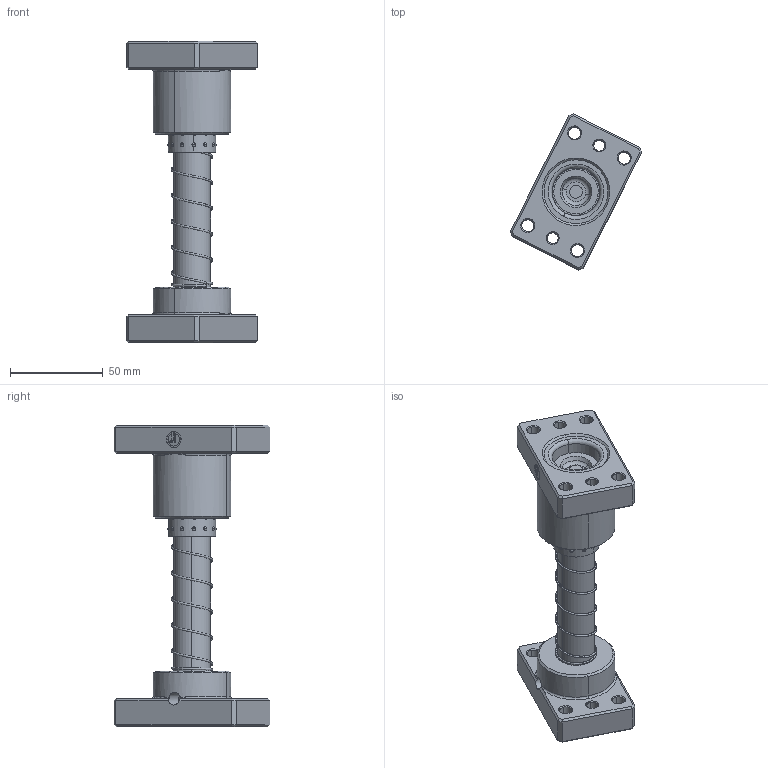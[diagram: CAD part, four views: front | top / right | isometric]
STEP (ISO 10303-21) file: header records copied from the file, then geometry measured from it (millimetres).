
FILE_DESCRIPTION (( 'STEP AP214' ), '1' );
FILE_NAME ('HYJP-D20-L130.STEP', '2021-09-23T03:46:55', ( 'User' ), ( 'china' ), 'SwSTEP 2.0', 'SolidWorks 2016', '' );
FILE_SCHEMA (( 'AUTOMOTIVE_DESIGN' ));
Length unit declared in the file: millimetre
Products named in the file (12): HWP-D22.5-d20.5-L100; STMY-PD20; STMY-3-縐种; STM-M14蹟簽; STM-24-L32; BJ-25.5-20.5-L50; SAB-D20; SAB-D20傍杶; SABP-D20; MGHP-D20; MGM-D20-L130; HYJP-D20-L130
Assembly tree (11 placements, depth 3):
  HYJP-D20-L130
    MGM-D20-L130
    MGHP-D20
    SAB-D20
      SABP-D20
      SAB-D20傍杶
    BJ-25.5-20.5-L50
    STMY-PD20
      STM-24-L32
      STM-M14蹟簽
      STMY-3-縐种
    HWP-D22.5-d20.5-L100
Bounding box: 70.86 x 84.09 x 162.66 mm (x, y, z)
Volume: 171280.5 mm3; surface area: 66588.4 mm2
Topology: 9 solids, 9 shells, 682 faces, 1506 edges, 1016 vertices
Faces by surface type: sphere 384, plane 99, cylinder 86, cone 74, bspline 21, torus 18
Entity records: 34389 total; most frequent: CARTESIAN_POINT 14757, DIRECTION 3027, ORIENTED_EDGE 2996, EDGE_CURVE 1498, AXIS2_PLACEMENT_3D 1328, VERTEX_POINT 1016, EDGE_LOOP 902, ADVANCED_FACE 682
